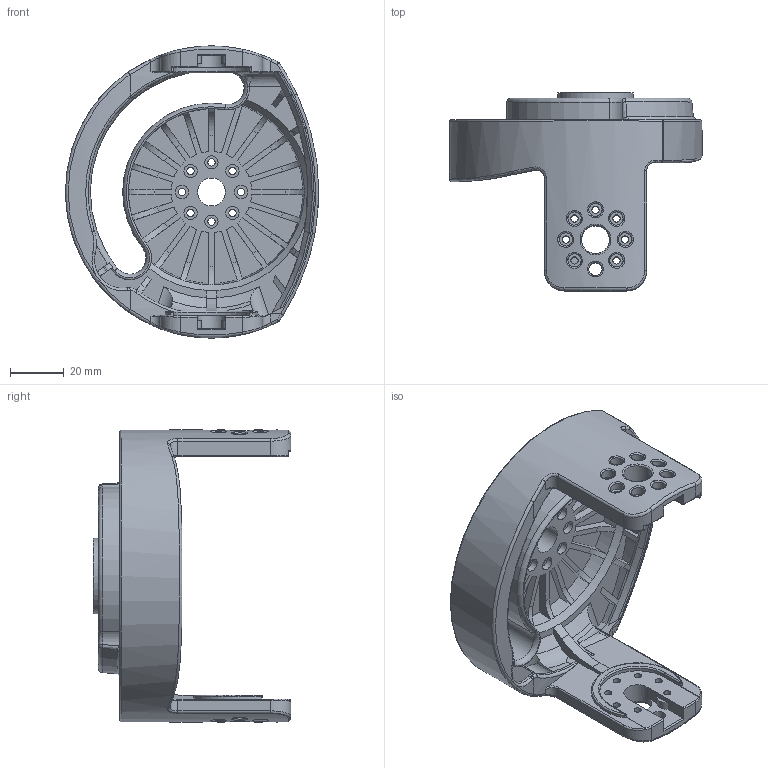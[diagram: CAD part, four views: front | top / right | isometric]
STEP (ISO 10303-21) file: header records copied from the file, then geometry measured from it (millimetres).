
FILE_DESCRIPTION(/* description */ (''),/* implementation_level */ '2;1');
FILE_NAME(/* name */ 'Hip_right v4.step',/* time_stamp */ '2018-10-19T17:21:07+11:00',/* author */ ('TaylorY96'),/* organization */ (''),/* preprocessor_version */ 'ST-DEVELOPER v17.2',/* originating_system */ 'Autodesk Translation Framework v7.6.0.251',/* authorisation */ '');
FILE_SCHEMA (('AUTOMOTIVE_DESIGN { 1 0 10303 214 3 1 1 }'));
Length unit declared in the file: millimetre
Products named in the file (1): Hip_right
Bounding box: 94.02 x 73.5 x 108.5 mm (x, y, z)
Volume: 77743.6 mm3; surface area: 44567.9 mm2
Topology: 1 solids, 1 shells, 595 faces, 1673 edges, 1102 vertices
Faces by surface type: plane 211, cylinder 171, bspline 117, torus 64, cone 24, sphere 8
Full cylindrical faces by diameter (mm): 2.7 x22, 4.9 x24, 10.4 x3, 28 x1
Entity records: 34413 total; most frequent: CARTESIAN_POINT 19320, ORIENTED_EDGE 3330, DIRECTION 2999, EDGE_CURVE 1665, AXIS2_PLACEMENT_3D 1183, VERTEX_POINT 1102, EDGE_LOOP 679, CIRCLE 634
